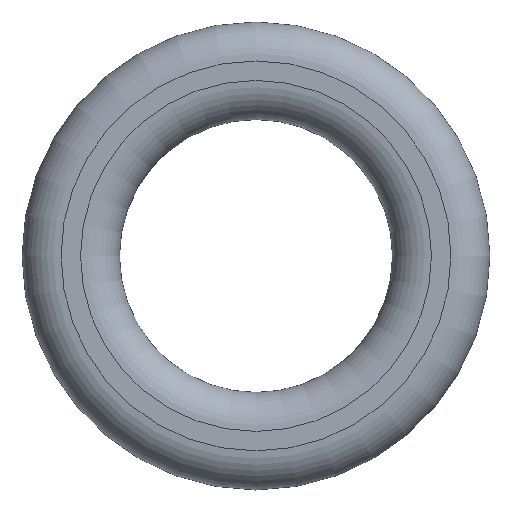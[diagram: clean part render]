
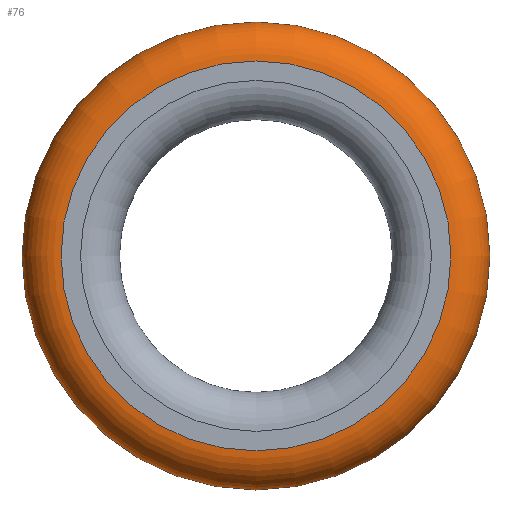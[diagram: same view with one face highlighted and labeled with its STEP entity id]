
A CAD part, top view. The second image highlights one B-rep face of the part: STEP entity #76.
In plain terms, the highlighted toroidal (fillet/blend) face has major radius 2.5 mm and minor radius 0.5 mm.
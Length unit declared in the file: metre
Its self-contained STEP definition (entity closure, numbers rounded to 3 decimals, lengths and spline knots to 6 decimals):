
#12=TOROIDAL_SURFACE('',#101,0.0025,0.0005);
#24=ORIENTED_EDGE('',*,*,#30,.F.);
#25=ORIENTED_EDGE('',*,*,#32,.F.);
#30=EDGE_CURVE('',#36,#36,#42,.F.);
#32=EDGE_CURVE('',#38,#38,#44,.T.);
#36=VERTEX_POINT('',#137);
#38=VERTEX_POINT('',#142);
#42=CIRCLE('',#95,0.003);
#44=CIRCLE('',#98,0.0025);
#54=EDGE_LOOP('',(#24));
#55=EDGE_LOOP('',(#25));
#66=FACE_BOUND('',#54,.T.);
#67=FACE_BOUND('',#55,.T.);
#76=ADVANCED_FACE('',(#66,#67),#12,.T.);
#95=AXIS2_PLACEMENT_3D('',#136,#113,#114);
#98=AXIS2_PLACEMENT_3D('',#141,#119,#120);
#101=AXIS2_PLACEMENT_3D('',#146,#125,#126);
#113=DIRECTION('',(0.,0.,1.));
#114=DIRECTION('',(1.,0.,0.));
#119=DIRECTION('',(0.,0.,1.));
#120=DIRECTION('',(1.,0.,0.));
#125=DIRECTION('',(0.,0.,1.));
#126=DIRECTION('',(1.,0.,0.));
#136=CARTESIAN_POINT('',(0.006246,-0.004264,0.0005));
#137=CARTESIAN_POINT('',(0.009246,-0.004264,0.0005));
#141=CARTESIAN_POINT('',(0.006246,-0.004264,0.001));
#142=CARTESIAN_POINT('',(0.008746,-0.004264,0.001));
#146=CARTESIAN_POINT('',(0.006246,-0.004264,0.0005));
